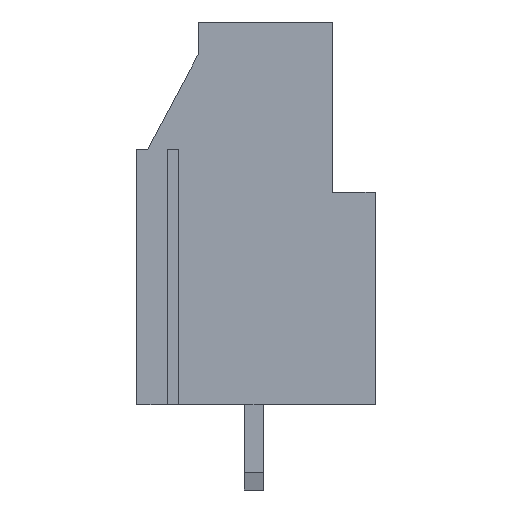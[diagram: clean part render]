
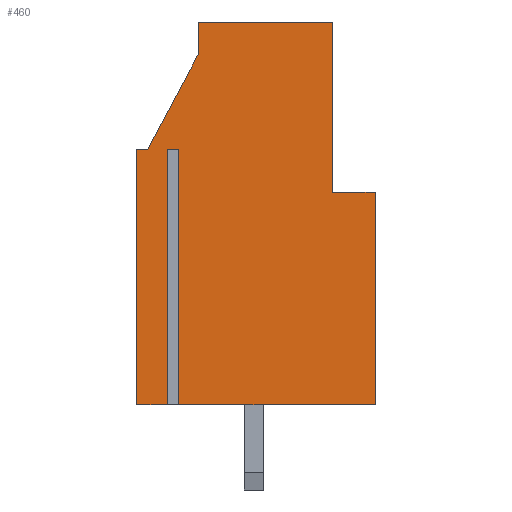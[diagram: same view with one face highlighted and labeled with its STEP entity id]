
A CAD part, front view. The second image highlights one B-rep face of the part: STEP entity #460.
In plain terms, the highlighted planar face has unit normal (0, -1, 0).
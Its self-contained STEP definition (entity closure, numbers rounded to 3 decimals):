
#460 = ADVANCED_FACE( '', ( #913 ), #914, .F. );
#913 = FACE_OUTER_BOUND( '', #1370, .T. );
#914 = PLANE( '', #1371 );
#1370 = EDGE_LOOP( '', ( #2580, #2581, #2582, #2583, #2584, #2585, #2586, #2587, #2588, #2589, #2590, #2591, #2592 ) );
#1371 = AXIS2_PLACEMENT_3D( '', #2593, #2594, #2595 );
#2580 = ORIENTED_EDGE( '', *, *, #3355, .F. );
#2581 = ORIENTED_EDGE( '', *, *, #3280, .T. );
#2582 = ORIENTED_EDGE( '', *, *, #3198, .F. );
#2583 = ORIENTED_EDGE( '', *, *, #3041, .F. );
#2584 = ORIENTED_EDGE( '', *, *, #3162, .F. );
#2585 = ORIENTED_EDGE( '', *, *, #3006, .T. );
#2586 = ORIENTED_EDGE( '', *, *, #3356, .T. );
#2587 = ORIENTED_EDGE( '', *, *, #3264, .F. );
#2588 = ORIENTED_EDGE( '', *, *, #2952, .F. );
#2589 = ORIENTED_EDGE( '', *, *, #3357, .F. );
#2590 = ORIENTED_EDGE( '', *, *, #3358, .T. );
#2591 = ORIENTED_EDGE( '', *, *, #2943, .T. );
#2592 = ORIENTED_EDGE( '', *, *, #3349, .F. );
#2593 = CARTESIAN_POINT( '', ( 12.134, -2.54, 19.8 ) );
#2594 = DIRECTION( '', ( 0., 1., 0. ) );
#2595 = DIRECTION( '', ( 1., 0., 0. ) );
#2943 = EDGE_CURVE( '', #3558, #3562, #3564, .T. );
#2952 = EDGE_CURVE( '', #3579, #3580, #3581, .T. );
#3006 = EDGE_CURVE( '', #3672, #3673, #3674, .T. );
#3041 = EDGE_CURVE( '', #3727, #3729, #3730, .T. );
#3162 = EDGE_CURVE( '', #3672, #3727, #3919, .T. );
#3198 = EDGE_CURVE( '', #3729, #3966, #3967, .T. );
#3264 = EDGE_CURVE( '', #3580, #4057, #4058, .T. );
#3280 = EDGE_CURVE( '', #4078, #3966, #4079, .T. );
#3349 = EDGE_CURVE( '', #4162, #3562, #4164, .T. );
#3355 = EDGE_CURVE( '', #4078, #4162, #4172, .T. );
#3356 = EDGE_CURVE( '', #3673, #4057, #4173, .T. );
#3357 = EDGE_CURVE( '', #4174, #3579, #4175, .T. );
#3358 = EDGE_CURVE( '', #4174, #3558, #4176, .T. );
#3558 = VERTEX_POINT( '', #4441 );
#3562 = VERTEX_POINT( '', #4447 );
#3564 = LINE( '', #4450, #4451 );
#3579 = VERTEX_POINT( '', #4472 );
#3580 = VERTEX_POINT( '', #4473 );
#3581 = LINE( '', #4474, #4475 );
#3672 = VERTEX_POINT( '', #4602 );
#3673 = VERTEX_POINT( '', #4603 );
#3674 = LINE( '', #4604, #4605 );
#3727 = VERTEX_POINT( '', #4683 );
#3729 = VERTEX_POINT( '', #4686 );
#3730 = LINE( '', #4687, #4688 );
#3919 = LINE( '', #4971, #4972 );
#3966 = VERTEX_POINT( '', #5042 );
#3967 = LINE( '', #5043, #5044 );
#4057 = VERTEX_POINT( '', #5177 );
#4058 = LINE( '', #5178, #5179 );
#4078 = VERTEX_POINT( '', #5208 );
#4079 = LINE( '', #5209, #5210 );
#4162 = VERTEX_POINT( '', #5337 );
#4164 = LINE( '', #5340, #5341 );
#4172 = LINE( '', #5352, #5353 );
#4173 = LINE( '', #5354, #5355 );
#4174 = VERTEX_POINT( '', #5356 );
#4175 = LINE( '', #5357, #5358 );
#4176 = LINE( '', #5359, #5360 );
#4441 = CARTESIAN_POINT( '', ( 11.2, -2.54, 0. ) );
#4447 = CARTESIAN_POINT( '', ( 11.2, -2.54, 10. ) );
#4450 = CARTESIAN_POINT( '', ( 11.2, -2.54, -1. ) );
#4451 = VECTOR( '', #5516, 1000. );
#4472 = CARTESIAN_POINT( '', ( 1.977, -2.54, 12. ) );
#4473 = CARTESIAN_POINT( '', ( 1.423, -2.54, 12. ) );
#4474 = CARTESIAN_POINT( '', ( 5.35, -2.54, 12. ) );
#4475 = VECTOR( '', #5523, 1000. );
#4602 = CARTESIAN_POINT( '', ( 0., -2.54, 12. ) );
#4603 = CARTESIAN_POINT( '', ( 0., -2.54, 0. ) );
#4604 = CARTESIAN_POINT( '', ( 0., -2.54, -1. ) );
#4605 = VECTOR( '', #5581, 1000. );
#4683 = CARTESIAN_POINT( '', ( 0.5, -2.54, 12. ) );
#4686 = CARTESIAN_POINT( '', ( 2.9, -2.54, 16.5 ) );
#4687 = CARTESIAN_POINT( '', ( -6.433, -2.54, -1. ) );
#4688 = VECTOR( '', #5608, 1000. );
#4971 = CARTESIAN_POINT( '', ( 5.35, -2.54, 12. ) );
#4972 = VECTOR( '', #5715, 1000. );
#5042 = CARTESIAN_POINT( '', ( 2.9, -2.54, 18. ) );
#5043 = CARTESIAN_POINT( '', ( 2.9, -2.54, -1. ) );
#5044 = VECTOR( '', #5739, 1000. );
#5177 = CARTESIAN_POINT( '', ( 1.423, -2.54, 0. ) );
#5178 = CARTESIAN_POINT( '', ( 1.423, -2.54, -1. ) );
#5179 = VECTOR( '', #5789, 1000. );
#5208 = CARTESIAN_POINT( '', ( 9.2, -2.54, 18. ) );
#5209 = CARTESIAN_POINT( '', ( 5.35, -2.54, 18. ) );
#5210 = VECTOR( '', #5802, 1000. );
#5337 = CARTESIAN_POINT( '', ( 9.2, -2.54, 10. ) );
#5340 = CARTESIAN_POINT( '', ( 9.038, -2.54, 10. ) );
#5341 = VECTOR( '', #5854, 1000. );
#5352 = CARTESIAN_POINT( '', ( 9.2, -2.54, 18. ) );
#5353 = VECTOR( '', #5858, 1000. );
#5354 = CARTESIAN_POINT( '', ( 5.35, -2.54, 0. ) );
#5355 = VECTOR( '', #5859, 1000. );
#5356 = CARTESIAN_POINT( '', ( 1.977, -2.54, 0. ) );
#5357 = CARTESIAN_POINT( '', ( 1.977, -2.54, -1. ) );
#5358 = VECTOR( '', #5860, 1000. );
#5359 = CARTESIAN_POINT( '', ( 5.35, -2.54, 0. ) );
#5360 = VECTOR( '', #5861, 1000. );
#5516 = DIRECTION( '', ( 0., 0., 1. ) );
#5523 = DIRECTION( '', ( -1., 0., 0. ) );
#5581 = DIRECTION( '', ( 0., 0., -1. ) );
#5608 = DIRECTION( '', ( 0.471, 0., 0.882 ) );
#5715 = DIRECTION( '', ( 1., 0., 0. ) );
#5739 = DIRECTION( '', ( 0., 0., 1. ) );
#5789 = DIRECTION( '', ( 0., 0., -1. ) );
#5802 = DIRECTION( '', ( -1., 0., 0. ) );
#5854 = DIRECTION( '', ( 1., 0., 0. ) );
#5858 = DIRECTION( '', ( 0., 0., -1. ) );
#5859 = DIRECTION( '', ( 1., 0., 0. ) );
#5860 = DIRECTION( '', ( 0., 0., 1. ) );
#5861 = DIRECTION( '', ( 1., 0., 0. ) );
